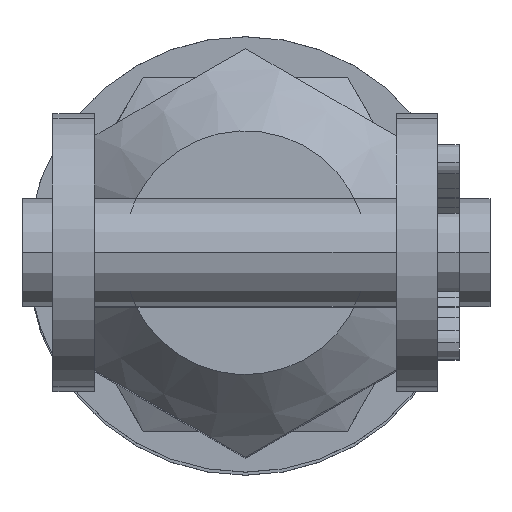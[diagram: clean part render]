
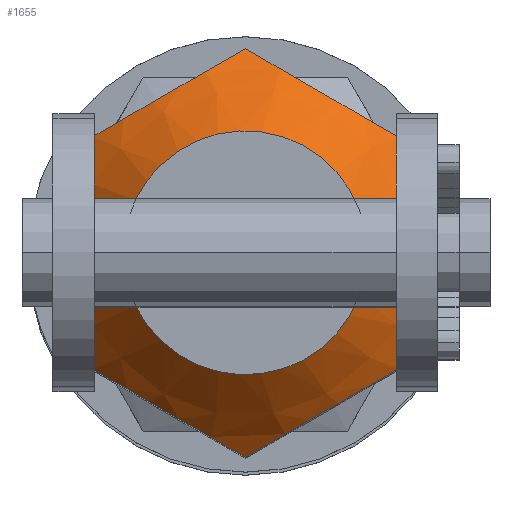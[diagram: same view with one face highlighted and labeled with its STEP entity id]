
A CAD part, top view. The second image highlights one B-rep face of the part: STEP entity #1655.
In plain terms, the highlighted conical face has half-angle 45 degrees and reference radius 4.48 mm.
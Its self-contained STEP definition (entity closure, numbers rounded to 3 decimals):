
#40=(
BOUNDED_CURVE()
B_SPLINE_CURVE(2,(#2750,#2751,#2752),.UNSPECIFIED.,.F.,.F.)
B_SPLINE_CURVE_WITH_KNOTS((3,3),(-5.567,-3.035),
 .UNSPECIFIED.)
CURVE()
GEOMETRIC_REPRESENTATION_ITEM()
RATIONAL_B_SPLINE_CURVE((3.073,3.374,2.972))
REPRESENTATION_ITEM('')
);
#41=(
BOUNDED_CURVE()
B_SPLINE_CURVE(2,(#2754,#2755,#2756),.UNSPECIFIED.,.F.,.F.)
B_SPLINE_CURVE_WITH_KNOTS((3,3),(-5.933,-3.401),
 .UNSPECIFIED.)
CURVE()
GEOMETRIC_REPRESENTATION_ITEM()
RATIONAL_B_SPLINE_CURVE((2.972,3.374,3.073))
REPRESENTATION_ITEM('')
);
#42=(
BOUNDED_CURVE()
B_SPLINE_CURVE(2,(#2758,#2759,#2760),.UNSPECIFIED.,.F.,.F.)
B_SPLINE_CURVE_WITH_KNOTS((3,3),(-2.709,-0.934),
 .UNSPECIFIED.)
CURVE()
GEOMETRIC_REPRESENTATION_ITEM()
RATIONAL_B_SPLINE_CURVE((1.707,2.147,1.707))
REPRESENTATION_ITEM('')
);
#43=(
BOUNDED_CURVE()
B_SPLINE_CURVE(2,(#2762,#2763,#2764),.UNSPECIFIED.,.F.,.F.)
B_SPLINE_CURVE_WITH_KNOTS((3,3),(-5.567,-3.035),
 .UNSPECIFIED.)
CURVE()
GEOMETRIC_REPRESENTATION_ITEM()
RATIONAL_B_SPLINE_CURVE((3.073,3.374,2.972))
REPRESENTATION_ITEM('')
);
#44=(
BOUNDED_CURVE()
B_SPLINE_CURVE(2,(#2766,#2767,#2768),.UNSPECIFIED.,.F.,.F.)
B_SPLINE_CURVE_WITH_KNOTS((3,3),(-5.933,-3.401),
 .UNSPECIFIED.)
CURVE()
GEOMETRIC_REPRESENTATION_ITEM()
RATIONAL_B_SPLINE_CURVE((2.972,3.374,3.073))
REPRESENTATION_ITEM('')
);
#45=(
BOUNDED_CURVE()
B_SPLINE_CURVE(2,(#2770,#2771,#2772),.UNSPECIFIED.,.F.,.F.)
B_SPLINE_CURVE_WITH_KNOTS((3,3),(0.934,1.821),
 .UNSPECIFIED.)
CURVE()
GEOMETRIC_REPRESENTATION_ITEM()
RATIONAL_B_SPLINE_CURVE((1.707,1.927,1.927))
REPRESENTATION_ITEM('')
);
#46=(
BOUNDED_CURVE()
B_SPLINE_CURVE(2,(#2776,#2777,#2778),.UNSPECIFIED.,.F.,.F.)
B_SPLINE_CURVE_WITH_KNOTS((3,3),(1.821,2.709),
 .UNSPECIFIED.)
CURVE()
GEOMETRIC_REPRESENTATION_ITEM()
RATIONAL_B_SPLINE_CURVE((1.927,1.927,1.707))
REPRESENTATION_ITEM('')
);
#79=CONICAL_SURFACE('',#1844,4.48,0.785);
#238=FACE_OUTER_BOUND('',#352,.T.);
#352=EDGE_LOOP('',(#1359,#1360,#1361,#1362,#1363,#1364,#1365,#1366,#1367,
#1368));
#467=LINE('',#2774,#563);
#563=VECTOR('',#2264,4.48);
#672=CIRCLE('',#1845,4.48);
#790=VERTEX_POINT('',#2748);
#791=VERTEX_POINT('',#2749);
#792=VERTEX_POINT('',#2753);
#793=VERTEX_POINT('',#2757);
#794=VERTEX_POINT('',#2761);
#795=VERTEX_POINT('',#2765);
#796=VERTEX_POINT('',#2769);
#797=VERTEX_POINT('',#2773);
#988=EDGE_CURVE('',#790,#791,#40,.T.);
#989=EDGE_CURVE('',#791,#792,#41,.T.);
#990=EDGE_CURVE('',#793,#792,#42,.T.);
#991=EDGE_CURVE('',#793,#794,#43,.T.);
#992=EDGE_CURVE('',#794,#795,#44,.T.);
#993=EDGE_CURVE('',#796,#795,#45,.F.);
#994=EDGE_CURVE('',#796,#797,#467,.T.);
#995=EDGE_CURVE('',#797,#797,#672,.T.);
#996=EDGE_CURVE('',#790,#796,#46,.F.);
#1359=ORIENTED_EDGE('',*,*,#988,.T.);
#1360=ORIENTED_EDGE('',*,*,#989,.T.);
#1361=ORIENTED_EDGE('',*,*,#990,.F.);
#1362=ORIENTED_EDGE('',*,*,#991,.T.);
#1363=ORIENTED_EDGE('',*,*,#992,.T.);
#1364=ORIENTED_EDGE('',*,*,#993,.F.);
#1365=ORIENTED_EDGE('',*,*,#994,.T.);
#1366=ORIENTED_EDGE('',*,*,#995,.T.);
#1367=ORIENTED_EDGE('',*,*,#994,.F.);
#1368=ORIENTED_EDGE('',*,*,#996,.F.);
#1655=ADVANCED_FACE('',(#238),#79,.T.);
#1844=AXIS2_PLACEMENT_3D('',#2747,#2262,#2263);
#1845=AXIS2_PLACEMENT_3D('',#2775,#2265,#2266);
#2262=DIRECTION('center_axis',(1.,0.,0.));
#2263=DIRECTION('ref_axis',(0.,0.,-1.));
#2264=DIRECTION('',(-0.707,0.,-0.707));
#2265=DIRECTION('center_axis',(1.,0.,0.));
#2266=DIRECTION('ref_axis',(0.,0.,-1.));
#2747=CARTESIAN_POINT('Origin',(-30.,0.,0.));
#2748=CARTESIAN_POINT('',(-27.436,4.272,5.6));
#2749=CARTESIAN_POINT('',(-26.974,7.506,0.));
#2750=CARTESIAN_POINT('Ctrl Pts',(-27.436,4.272,5.6));
#2751=CARTESIAN_POINT('Ctrl Pts',(-28.642,5.838,2.889));
#2752=CARTESIAN_POINT('Ctrl Pts',(-26.974,7.506,0.));
#2753=CARTESIAN_POINT('',(-27.436,4.272,-5.6));
#2754=CARTESIAN_POINT('Ctrl Pts',(-26.974,7.506,0.));
#2755=CARTESIAN_POINT('Ctrl Pts',(-28.642,5.838,-2.889));
#2756=CARTESIAN_POINT('Ctrl Pts',(-27.436,4.272,-5.6));
#2757=CARTESIAN_POINT('',(-27.436,-4.272,-5.6));
#2758=CARTESIAN_POINT('Ctrl Pts',(-27.436,-4.272,-5.6));
#2759=CARTESIAN_POINT('Ctrl Pts',(-30.028,0.,
-5.6));
#2760=CARTESIAN_POINT('Ctrl Pts',(-27.436,4.272,-5.6));
#2761=CARTESIAN_POINT('',(-26.974,-7.506,0.));
#2762=CARTESIAN_POINT('Ctrl Pts',(-27.436,-4.272,-5.6));
#2763=CARTESIAN_POINT('Ctrl Pts',(-28.642,-5.838,-2.889));
#2764=CARTESIAN_POINT('Ctrl Pts',(-26.974,-7.506,0.));
#2765=CARTESIAN_POINT('',(-27.436,-4.272,5.6));
#2766=CARTESIAN_POINT('Ctrl Pts',(-26.974,-7.506,0.));
#2767=CARTESIAN_POINT('Ctrl Pts',(-28.642,-5.838,2.889));
#2768=CARTESIAN_POINT('Ctrl Pts',(-27.436,-4.272,5.6));
#2769=CARTESIAN_POINT('',(-28.88,0.,5.6));
#2770=CARTESIAN_POINT('Ctrl Pts',(-27.436,-4.272,5.6));
#2771=CARTESIAN_POINT('Ctrl Pts',(-28.88,-1.892,5.6));
#2772=CARTESIAN_POINT('Ctrl Pts',(-28.88,0.,
5.6));
#2773=CARTESIAN_POINT('',(-30.,0.,4.48));
#2774=CARTESIAN_POINT('',(-30.,0.,4.48));
#2775=CARTESIAN_POINT('Origin',(-30.,0.,0.));
#2776=CARTESIAN_POINT('Ctrl Pts',(-28.88,0.,
5.6));
#2777=CARTESIAN_POINT('Ctrl Pts',(-28.88,1.892,5.6));
#2778=CARTESIAN_POINT('Ctrl Pts',(-27.436,4.272,5.6));
